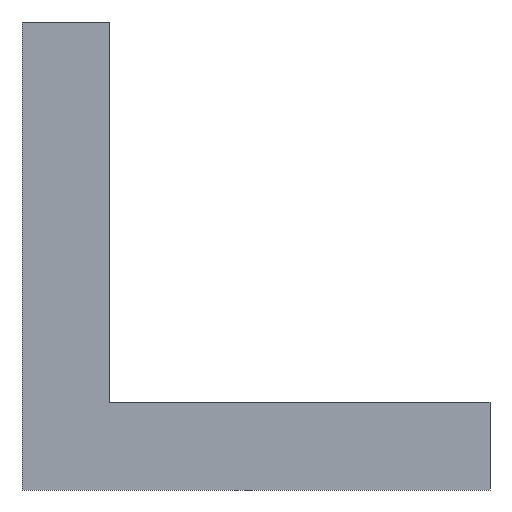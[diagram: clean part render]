
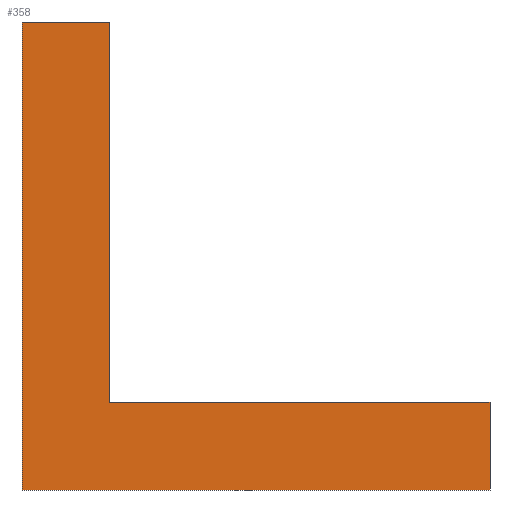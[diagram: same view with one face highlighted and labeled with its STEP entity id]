
A CAD part, front view. The second image highlights one B-rep face of the part: STEP entity #358.
In plain terms, the highlighted planar face has unit normal (0, -1, 0).
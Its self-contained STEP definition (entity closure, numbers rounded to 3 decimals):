
#1 = DIRECTION ( 'NONE',  ( -1., 0., 0. ) ) ;
#7 = EDGE_CURVE ( 'NONE', #124, #232, #29, .T. ) ;
#29 = LINE ( 'NONE', #213, #164 ) ;
#32 = EDGE_CURVE ( 'NONE', #274, #438, #377, .T. ) ;
#34 = LINE ( 'NONE', #119, #494 ) ;
#35 = CARTESIAN_POINT ( 'NONE',  ( 6., 0., 6. ) ) ;
#42 = CARTESIAN_POINT ( 'NONE',  ( 0., 0., 0. ) ) ;
#44 = ORIENTED_EDGE ( 'NONE', *, *, #398, .F. ) ;
#50 = CARTESIAN_POINT ( 'NONE',  ( 6., 0., 6. ) ) ;
#51 = VERTEX_POINT ( 'NONE', #260 ) ;
#61 = DIRECTION ( 'NONE',  ( 0., 0., -1. ) ) ;
#72 = CARTESIAN_POINT ( 'NONE',  ( 0., 0., 0. ) ) ;
#76 = CARTESIAN_POINT ( 'NONE',  ( 0., 0., 32. ) ) ;
#87 = ORIENTED_EDGE ( 'NONE', *, *, #215, .F. ) ;
#119 = CARTESIAN_POINT ( 'NONE',  ( 32., 0., 6. ) ) ;
#121 = EDGE_CURVE ( 'NONE', #51, #274, #491, .T. ) ;
#124 = VERTEX_POINT ( 'NONE', #366 ) ;
#141 = CARTESIAN_POINT ( 'NONE',  ( 6., 0., 32. ) ) ;
#152 = AXIS2_PLACEMENT_3D ( 'NONE', #72, #226, #234 ) ;
#153 = ORIENTED_EDGE ( 'NONE', *, *, #7, .F. ) ;
#162 = LINE ( 'NONE', #42, #198 ) ;
#164 = VECTOR ( 'NONE', #61, 1000. ) ;
#188 = DIRECTION ( 'NONE',  ( 0., 0., -1. ) ) ;
#198 = VECTOR ( 'NONE', #1, 1000. ) ;
#213 = CARTESIAN_POINT ( 'NONE',  ( 32., 0., 0. ) ) ;
#215 = EDGE_CURVE ( 'NONE', #232, #51, #162, .T. ) ;
#221 = VECTOR ( 'NONE', #409, 1000. ) ;
#226 = DIRECTION ( 'NONE',  ( 0., -1., 0. ) ) ;
#231 = EDGE_CURVE ( 'NONE', #431, #124, #34, .T. ) ;
#232 = VERTEX_POINT ( 'NONE', #360 ) ;
#234 = DIRECTION ( 'NONE',  ( 0., 0., -1. ) ) ;
#260 = CARTESIAN_POINT ( 'NONE',  ( 0., 0., 0. ) ) ;
#266 = ORIENTED_EDGE ( 'NONE', *, *, #32, .F. ) ;
#274 = VERTEX_POINT ( 'NONE', #76 ) ;
#297 = VECTOR ( 'NONE', #376, 1000. ) ;
#306 = PLANE ( 'NONE',  #152 ) ;
#358 = ADVANCED_FACE ( 'NONE', ( #455 ), #306, .T. ) ;
#359 = ORIENTED_EDGE ( 'NONE', *, *, #121, .F. ) ;
#360 = CARTESIAN_POINT ( 'NONE',  ( 32., 0., 0. ) ) ;
#366 = CARTESIAN_POINT ( 'NONE',  ( 32., 0., 6. ) ) ;
#376 = DIRECTION ( 'NONE',  ( 1., 0., 0. ) ) ;
#377 = LINE ( 'NONE', #141, #297 ) ;
#388 = LINE ( 'NONE', #35, #447 ) ;
#392 = CARTESIAN_POINT ( 'NONE',  ( 6., 0., 32. ) ) ;
#398 = EDGE_CURVE ( 'NONE', #438, #431, #388, .T. ) ;
#399 = EDGE_LOOP ( 'NONE', ( #359, #87, #153, #484, #44, #266 ) ) ;
#409 = DIRECTION ( 'NONE',  ( 0., 0., 1. ) ) ;
#431 = VERTEX_POINT ( 'NONE', #50 ) ;
#438 = VERTEX_POINT ( 'NONE', #392 ) ;
#447 = VECTOR ( 'NONE', #188, 1000. ) ;
#448 = CARTESIAN_POINT ( 'NONE',  ( 0., 0., 32. ) ) ;
#455 = FACE_OUTER_BOUND ( 'NONE', #399, .T. ) ;
#466 = DIRECTION ( 'NONE',  ( 1., 0., 0. ) ) ;
#484 = ORIENTED_EDGE ( 'NONE', *, *, #231, .F. ) ;
#491 = LINE ( 'NONE', #448, #221 ) ;
#494 = VECTOR ( 'NONE', #466, 1000. ) ;
